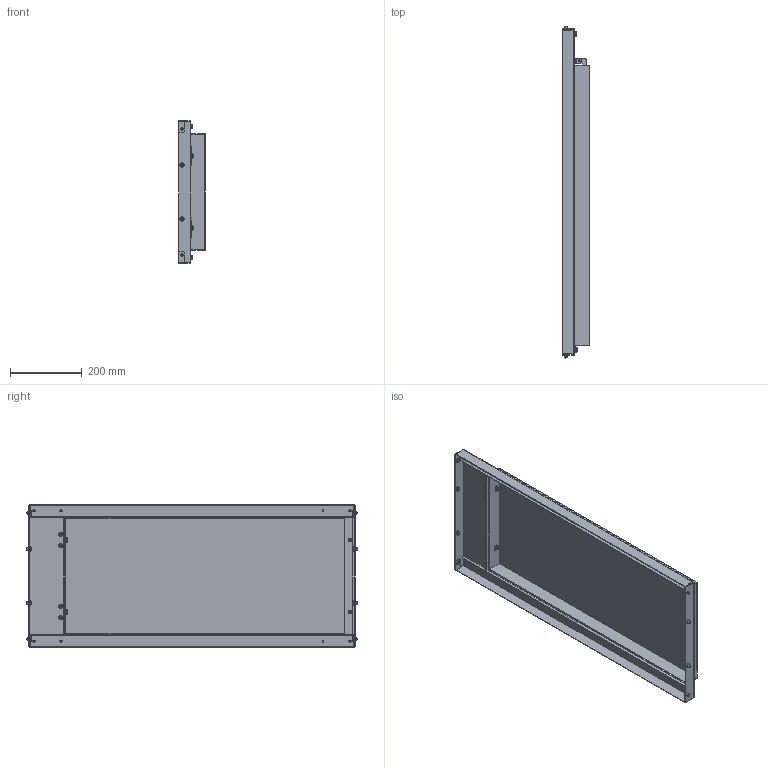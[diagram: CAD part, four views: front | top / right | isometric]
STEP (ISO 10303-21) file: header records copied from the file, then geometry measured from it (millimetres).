
FILE_DESCRIPTION (( 'STEP AP203' ), '1' );
FILE_NAME ('FO-00-MPR-040-100 FORMAT Ïàíåëü ìîíòàæíàÿ ïîâîðîòíàÿ 400õ1000 IEK.STEP', '2025-01-22T13:33:48', ( '' ), ( '' ), 'SwSTEP 2.0', 'SolidWorks 2022', '' );
FILE_SCHEMA (( 'CONFIG_CONTROL_DESIGN' ));
Length unit declared in the file: millimetre
Products named in the file (7): Винт резьбовыдавливающий DIN 7500 M6x10 Torx T30; Mesan 693.1; Винт резьбовыдавливающий DIN 7500 M6x16 Torx T30 (не исп.); АГИЕ 275.24.00.003 упрощ_В400 х Ш1000 АГИЕ 275.24.00.003-06; 1 06 400х1000; Mesan 693.2; FO-00-MPR-040-100 FORMAT Панель монтажная поворотная 400х1000 IEK
Assembly tree (14 placements, depth 2):
  FO-00-MPR-040-100 FORMAT Панель монтажная поворотная 400х1000 IEK
    1 06 400х1000
    Mesan 693.1  x2
    Mesan 693.2  x2
    Винт резьбовыдавливающий DIN 7500 M6x10 Torx T30  x6
    АГИЕ 275.24.00.003 упрощ_В400 х Ш1000 АГИЕ 275.24.00.003-06
    Винт резьбовыдавливающий DIN 7500 M6x16 Torx T30 (не исп.)  x2
Bounding box: 73 x 922.9 x 396 mm (x, y, z)
Volume: 1073129.6 mm3; surface area: 1150609.9 mm2
Topology: 33 solids, 33 shells, 1050 faces, 2614 edges, 1684 vertices
Faces by surface type: cylinder 536, plane 334, cone 92, torus 88
Entity records: 26483 total; most frequent: DIRECTION 4774, CARTESIAN_POINT 4506, ORIENTED_EDGE 4184, EDGE_CURVE 2092, AXIS2_PLACEMENT_3D 1852, VERTEX_POINT 1352, VECTOR 1070, LINE 1070
